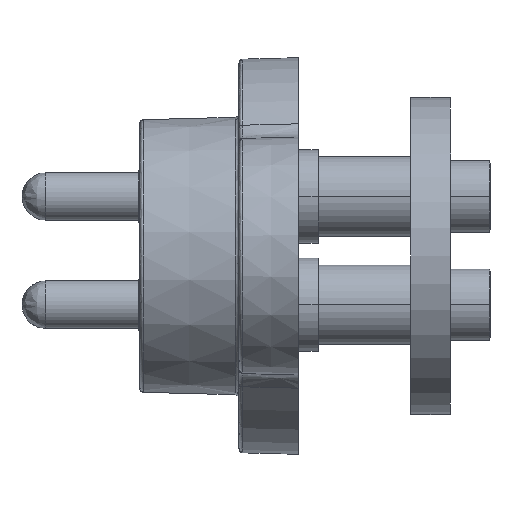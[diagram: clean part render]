
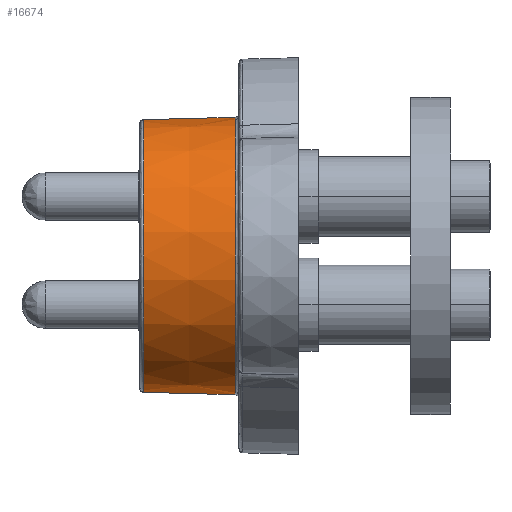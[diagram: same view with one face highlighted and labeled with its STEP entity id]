
A CAD part, left-side view. The second image highlights one B-rep face of the part: STEP entity #16674.
In plain terms, the highlighted conical face has half-angle 1.5 degrees and reference radius 3.497 mm.
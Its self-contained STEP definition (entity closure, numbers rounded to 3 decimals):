
#152 = DIRECTION ( 'NONE',  ( 0., -1., 0. ) ) ;
#865 = EDGE_CURVE ( 'NONE', #15274, #15821, #7461, .T. ) ;
#984 = FACE_OUTER_BOUND ( 'NONE', #6600, .T. ) ;
#2412 = VERTEX_POINT ( 'NONE', #7647 ) ;
#3579 = DIRECTION ( 'NONE',  ( 0., 0., -1. ) ) ;
#3675 = CARTESIAN_POINT ( 'NONE',  ( 0., 1.597, 0. ) ) ;
#4124 = CARTESIAN_POINT ( 'NONE',  ( 0., 1.597, -3.497 ) ) ;
#4283 = EDGE_CURVE ( 'NONE', #2412, #15274, #13915, .T. ) ;
#5963 = CARTESIAN_POINT ( 'NONE',  ( 0., 3.903, 0. ) ) ;
#6221 = AXIS2_PLACEMENT_3D ( 'NONE', #5963, #152, #9727 ) ;
#6524 = VECTOR ( 'NONE', #7005, 1000. ) ;
#6600 = EDGE_LOOP ( 'NONE', ( #10595, #16514, #8588, #17273 ) ) ;
#7005 = DIRECTION ( 'NONE',  ( 0., -1., 0.026 ) ) ;
#7274 = CARTESIAN_POINT ( 'NONE',  ( 0., 1.597, 3.497 ) ) ;
#7461 = LINE ( 'NONE', #12911, #12519 ) ;
#7647 = CARTESIAN_POINT ( 'NONE',  ( 0., 3.903, 3.437 ) ) ;
#8414 = AXIS2_PLACEMENT_3D ( 'NONE', #11656, #17073, #16980 ) ;
#8519 = CARTESIAN_POINT ( 'NONE',  ( 0., 1.5, 3.5 ) ) ;
#8588 = ORIENTED_EDGE ( 'NONE', *, *, #12277, .F. ) ;
#9727 = DIRECTION ( 'NONE',  ( 0., 0., -1. ) ) ;
#10595 = ORIENTED_EDGE ( 'NONE', *, *, #865, .T. ) ;
#11103 = AXIS2_PLACEMENT_3D ( 'NONE', #3675, #17078, #3579 ) ;
#11656 = CARTESIAN_POINT ( 'NONE',  ( 0., 1.597, 0. ) ) ;
#12277 = EDGE_CURVE ( 'NONE', #2412, #17346, #17557, .T. ) ;
#12519 = VECTOR ( 'NONE', #17468, 1000. ) ;
#12911 = CARTESIAN_POINT ( 'NONE',  ( 0., -499000., -13070.314 ) ) ;
#13487 = CARTESIAN_POINT ( 'NONE',  ( 0., 3.903, -3.437 ) ) ;
#13915 = CIRCLE ( 'NONE', #6221, 3.437 ) ;
#15057 = CONICAL_SURFACE ( 'NONE', #11103, 3.497, 0.026 ) ;
#15222 = EDGE_CURVE ( 'NONE', #15821, #17346, #15546, .T. ) ;
#15274 = VERTEX_POINT ( 'NONE', #13487 ) ;
#15546 = CIRCLE ( 'NONE', #8414, 3.497 ) ;
#15821 = VERTEX_POINT ( 'NONE', #4124 ) ;
#16514 = ORIENTED_EDGE ( 'NONE', *, *, #15222, .T. ) ;
#16674 = ADVANCED_FACE ( 'NONE', ( #984 ), #15057, .T. ) ;
#16980 = DIRECTION ( 'NONE',  ( 0., 0., -1. ) ) ;
#17073 = DIRECTION ( 'NONE',  ( 0., 1., 0. ) ) ;
#17078 = DIRECTION ( 'NONE',  ( 0., -1., 0. ) ) ;
#17273 = ORIENTED_EDGE ( 'NONE', *, *, #4283, .T. ) ;
#17346 = VERTEX_POINT ( 'NONE', #7274 ) ;
#17468 = DIRECTION ( 'NONE',  ( 0., -1., -0.026 ) ) ;
#17557 = LINE ( 'NONE', #8519, #6524 ) ;
